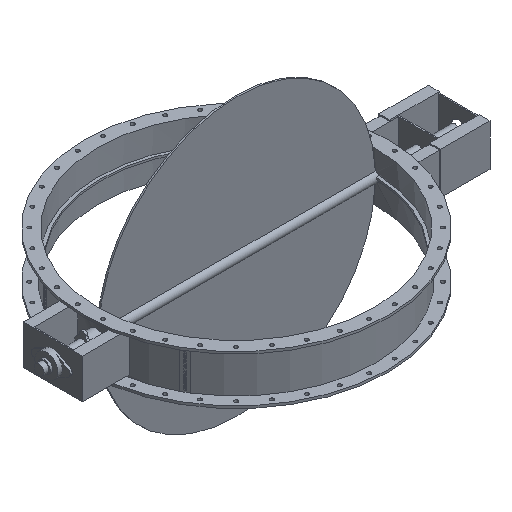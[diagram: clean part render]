
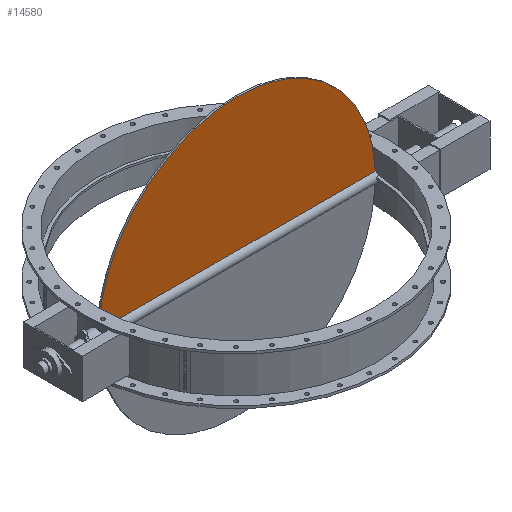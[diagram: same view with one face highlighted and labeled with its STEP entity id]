
A CAD part, isometric view. The second image highlights one B-rep face of the part: STEP entity #14580.
In plain terms, the highlighted planar face has unit normal (0, -1, 0).
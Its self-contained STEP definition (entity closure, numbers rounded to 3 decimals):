
#216=CIRCLE('',#15262,700.);
#995=PLANE('',#15261);
#1622=FACE_OUTER_BOUND('',#2499,.T.);
#2499=EDGE_LOOP('',(#12371,#12372));
#3930=LINE('',#24802,#5335);
#5335=VECTOR('',#17722,10.);
#7024=VERTEX_POINT('',#24800);
#7025=VERTEX_POINT('',#24801);
#8865=EDGE_CURVE('',#7024,#7025,#3930,.T.);
#8866=EDGE_CURVE('',#7024,#7025,#216,.T.);
#12371=ORIENTED_EDGE('',*,*,#8865,.F.);
#12372=ORIENTED_EDGE('',*,*,#8866,.T.);
#14580=ADVANCED_FACE('',(#1622),#995,.T.);
#15261=AXIS2_PLACEMENT_3D('',#24799,#17720,#17721);
#15262=AXIS2_PLACEMENT_3D('',#24803,#17723,#17724);
#17720=DIRECTION('center_axis',(0.,-1.,0.));
#17721=DIRECTION('ref_axis',(0.,0.,-1.));
#17722=DIRECTION('',(-1.,0.,0.));
#17723=DIRECTION('center_axis',(0.,-1.,0.));
#17724=DIRECTION('ref_axis',(1.,0.,0.));
#24799=CARTESIAN_POINT('Origin',(0.,-4.,0.));
#24800=CARTESIAN_POINT('',(699.565,-4.,24.678));
#24801=CARTESIAN_POINT('',(-699.565,-4.,24.678));
#24802=CARTESIAN_POINT('',(994.,-4.,24.678));
#24803=CARTESIAN_POINT('Origin',(0.,-4.,0.));
